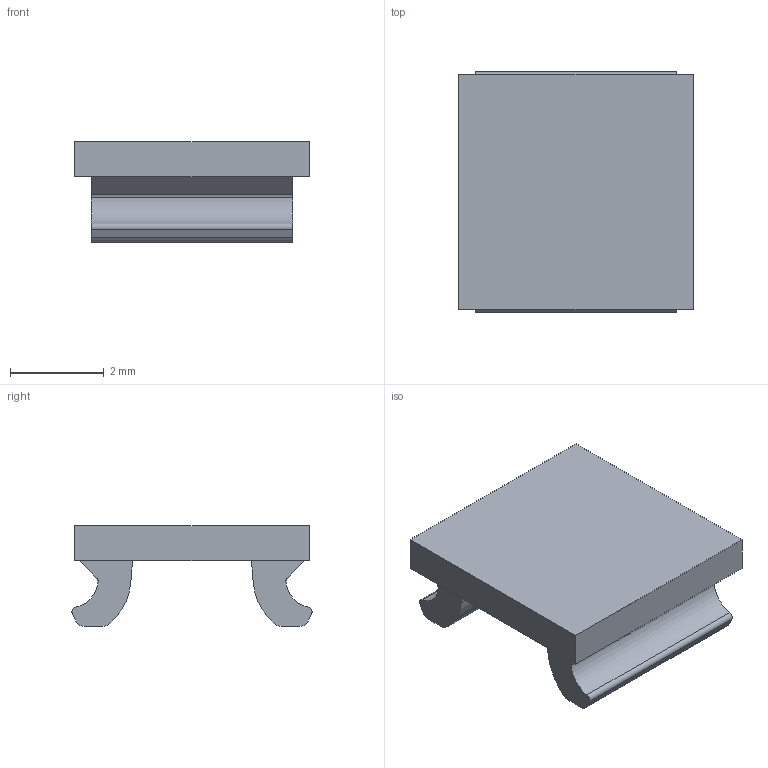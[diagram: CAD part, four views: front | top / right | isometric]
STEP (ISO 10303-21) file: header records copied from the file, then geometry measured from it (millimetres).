
FILE_DESCRIPTION(('STEP AP214'),'1');
FILE_NAME('cctmp_E982EC3E-10C1-4203-9A80-5E57A286ACDE_2024_10_31_16_11_47_0827..stp','2024-10-31T15:11:47',('SIEMENS A&D'),('CADClick - www.CADClick.com'),'Spatial InterOp 3D postprocessed',' ','unknown authorization');
FILE_SCHEMA(('AUTOMOTIVE_DESIGN'));
Length unit declared in the file: millimetre
Products named in the file (1): 2024_10_31_16_11_47_0825
Bounding box: 5 x 5.11 x 2.15 mm (x, y, z)
Volume: 28.9 mm3; surface area: 94.2 mm2
Topology: 1 solids, 1 shells, 30 faces, 78 edges, 52 vertices
Faces by surface type: plane 18, cylinder 12
Entity records: 1040 total; most frequent: DIRECTION 164, CARTESIAN_POINT 161, ORIENTED_EDGE 156, EDGE_CURVE 78, AXIS2_PLACEMENT_3D 55, LINE 54, VECTOR 54, VERTEX_POINT 52
